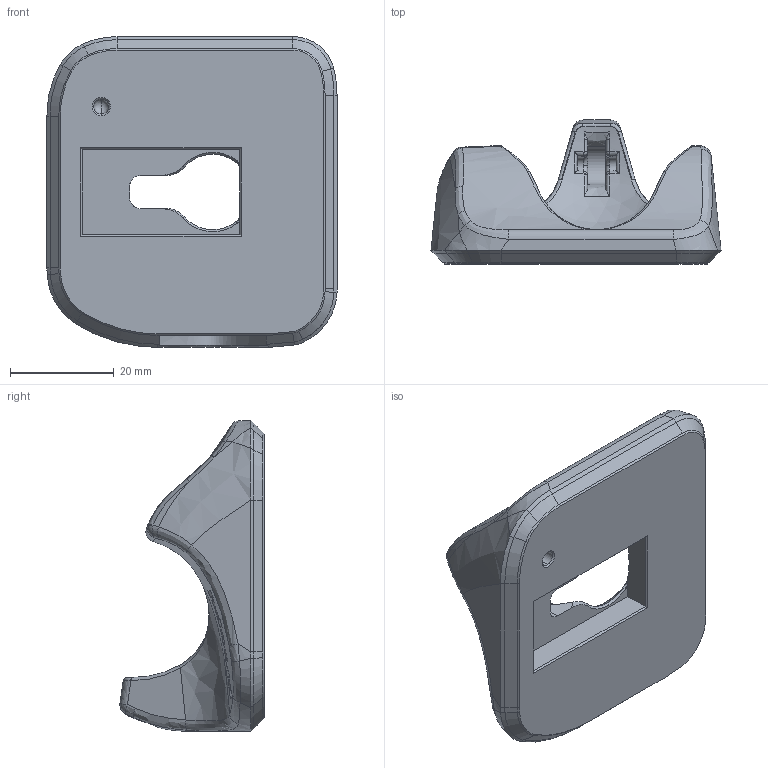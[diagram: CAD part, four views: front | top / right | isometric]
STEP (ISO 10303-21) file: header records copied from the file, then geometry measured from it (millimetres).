
FILE_DESCRIPTION (( 'STEP AP203' ), '1' );
FILE_NAME ('top.STEP', '', ( '' ), ( '' ), '', '', '' );
FILE_SCHEMA (( 'CONFIG_CONTROL_DESIGN' ));
Products named in the file (1): top
Bounding box: 56 x 27.85 x 60 mm (x, y, z)
Volume: 29494.3 mm3; surface area: 9744.4 mm2
Topology: 1 solids, 1 shells, 409 faces, 976 edges, 579 vertices
Faces by surface type: bspline 230, plane 67, torus 48, cylinder 29, sphere 23, cone 12
Entity records: 40729 total; most frequent: CARTESIAN_POINT 33038, ORIENTED_EDGE 1946, DIRECTION 991, EDGE_CURVE 973, B_SPLINE_CURVE_WITH_KNOTS 597, VERTEX_POINT 578, AXIS2_PLACEMENT_3D 435, EDGE_LOOP 423
